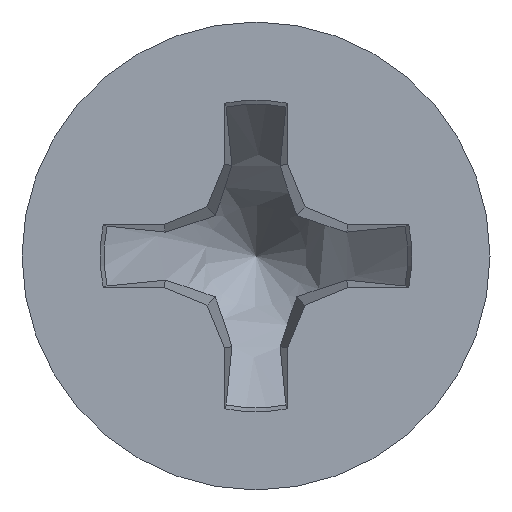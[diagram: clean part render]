
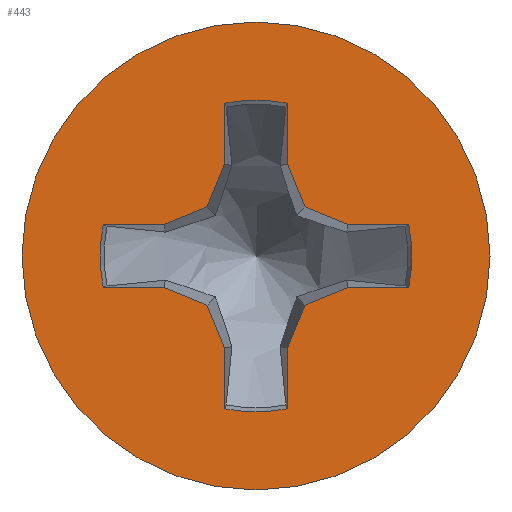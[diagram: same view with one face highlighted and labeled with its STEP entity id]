
A CAD part, top view. The second image highlights one B-rep face of the part: STEP entity #443.
In plain terms, the highlighted planar face has unit normal (0, 0, 1).
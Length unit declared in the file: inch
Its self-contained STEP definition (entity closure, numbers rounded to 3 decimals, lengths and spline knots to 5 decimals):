
#16=PLANE('',#498);
#37=FACE_BOUND('',#146,.T.);
#40=LINE('',#730,#76);
#41=LINE('',#734,#77);
#42=LINE('',#736,#78);
#43=LINE('',#738,#79);
#44=LINE('',#739,#80);
#45=LINE('',#741,#81);
#46=LINE('',#743,#82);
#47=LINE('',#745,#83);
#48=LINE('',#747,#84);
#49=LINE('',#751,#85);
#50=LINE('',#753,#86);
#51=LINE('',#755,#87);
#52=LINE('',#757,#88);
#53=LINE('',#761,#89);
#54=LINE('',#763,#90);
#55=LINE('',#764,#91);
#76=VECTOR('',#557,39.37008);
#77=VECTOR('',#560,39.37008);
#78=VECTOR('',#561,39.37008);
#79=VECTOR('',#562,39.37008);
#80=VECTOR('',#563,39.37008);
#81=VECTOR('',#564,39.37008);
#82=VECTOR('',#565,39.37008);
#83=VECTOR('',#566,39.37008);
#84=VECTOR('',#567,39.37008);
#85=VECTOR('',#570,39.37008);
#86=VECTOR('',#571,39.37008);
#87=VECTOR('',#572,39.37008);
#88=VECTOR('',#573,39.37008);
#89=VECTOR('',#576,39.37008);
#90=VECTOR('',#577,39.37008);
#91=VECTOR('',#578,39.37008);
#116=FACE_OUTER_BOUND('',#145,.T.);
#145=EDGE_LOOP('',(#333));
#146=EDGE_LOOP('',(#334,#335,#336,#337,#338,#339,#340,#341,#342,#343,#344,
#345,#346,#347,#348,#349,#350,#351,#352,#353));
#186=CIRCLE('',#489,0.159);
#188=CIRCLE('',#492,0.2385);
#191=CIRCLE('',#499,0.159);
#192=CIRCLE('',#500,0.159);
#193=CIRCLE('',#501,0.159);
#214=VERTEX_POINT('',#710);
#215=VERTEX_POINT('',#712);
#217=VERTEX_POINT('',#718);
#220=VERTEX_POINT('',#728);
#221=VERTEX_POINT('',#729);
#222=VERTEX_POINT('',#731);
#223=VERTEX_POINT('',#733);
#224=VERTEX_POINT('',#735);
#225=VERTEX_POINT('',#737);
#226=VERTEX_POINT('',#740);
#227=VERTEX_POINT('',#742);
#228=VERTEX_POINT('',#744);
#229=VERTEX_POINT('',#746);
#230=VERTEX_POINT('',#748);
#231=VERTEX_POINT('',#750);
#232=VERTEX_POINT('',#752);
#233=VERTEX_POINT('',#754);
#234=VERTEX_POINT('',#756);
#235=VERTEX_POINT('',#758);
#236=VERTEX_POINT('',#760);
#237=VERTEX_POINT('',#762);
#259=EDGE_CURVE('',#214,#215,#186,.T.);
#262=EDGE_CURVE('',#217,#217,#188,.T.);
#265=EDGE_CURVE('',#220,#221,#40,.T.);
#266=EDGE_CURVE('',#222,#220,#191,.T.);
#267=EDGE_CURVE('',#223,#222,#41,.T.);
#268=EDGE_CURVE('',#224,#223,#42,.T.);
#269=EDGE_CURVE('',#225,#224,#43,.T.);
#270=EDGE_CURVE('',#215,#225,#44,.T.);
#271=EDGE_CURVE('',#226,#214,#45,.T.);
#272=EDGE_CURVE('',#227,#226,#46,.T.);
#273=EDGE_CURVE('',#228,#227,#47,.T.);
#274=EDGE_CURVE('',#229,#228,#48,.T.);
#275=EDGE_CURVE('',#230,#229,#192,.T.);
#276=EDGE_CURVE('',#231,#230,#49,.T.);
#277=EDGE_CURVE('',#232,#231,#50,.T.);
#278=EDGE_CURVE('',#233,#232,#51,.T.);
#279=EDGE_CURVE('',#234,#233,#52,.T.);
#280=EDGE_CURVE('',#235,#234,#193,.T.);
#281=EDGE_CURVE('',#236,#235,#53,.T.);
#282=EDGE_CURVE('',#237,#236,#54,.T.);
#283=EDGE_CURVE('',#221,#237,#55,.T.);
#333=ORIENTED_EDGE('',*,*,#262,.F.);
#334=ORIENTED_EDGE('',*,*,#265,.F.);
#335=ORIENTED_EDGE('',*,*,#266,.F.);
#336=ORIENTED_EDGE('',*,*,#267,.F.);
#337=ORIENTED_EDGE('',*,*,#268,.F.);
#338=ORIENTED_EDGE('',*,*,#269,.F.);
#339=ORIENTED_EDGE('',*,*,#270,.F.);
#340=ORIENTED_EDGE('',*,*,#259,.F.);
#341=ORIENTED_EDGE('',*,*,#271,.F.);
#342=ORIENTED_EDGE('',*,*,#272,.F.);
#343=ORIENTED_EDGE('',*,*,#273,.F.);
#344=ORIENTED_EDGE('',*,*,#274,.F.);
#345=ORIENTED_EDGE('',*,*,#275,.F.);
#346=ORIENTED_EDGE('',*,*,#276,.F.);
#347=ORIENTED_EDGE('',*,*,#277,.F.);
#348=ORIENTED_EDGE('',*,*,#278,.F.);
#349=ORIENTED_EDGE('',*,*,#279,.F.);
#350=ORIENTED_EDGE('',*,*,#280,.F.);
#351=ORIENTED_EDGE('',*,*,#281,.F.);
#352=ORIENTED_EDGE('',*,*,#282,.F.);
#353=ORIENTED_EDGE('',*,*,#283,.F.);
#443=ADVANCED_FACE('',(#116,#37),#16,.F.);
#489=AXIS2_PLACEMENT_3D('',#713,#536,#537);
#492=AXIS2_PLACEMENT_3D('',#719,#543,#544);
#498=AXIS2_PLACEMENT_3D('',#727,#555,#556);
#499=AXIS2_PLACEMENT_3D('',#732,#558,#559);
#500=AXIS2_PLACEMENT_3D('',#749,#568,#569);
#501=AXIS2_PLACEMENT_3D('',#759,#574,#575);
#536=DIRECTION('center_axis',(0.,0.,1.));
#537=DIRECTION('ref_axis',(1.,0.,0.));
#543=DIRECTION('center_axis',(0.,0.,-1.));
#544=DIRECTION('ref_axis',(-1.,0.,0.));
#555=DIRECTION('center_axis',(0.,0.,-1.));
#556=DIRECTION('ref_axis',(0.,1.,0.));
#557=DIRECTION('',(0.,-1.,0.));
#558=DIRECTION('center_axis',(0.,0.,1.));
#559=DIRECTION('ref_axis',(1.,0.,0.));
#560=DIRECTION('',(0.,1.,0.));
#561=DIRECTION('',(-0.383,0.924,0.));
#562=DIRECTION('',(-0.924,0.383,0.));
#563=DIRECTION('',(-1.,0.,0.));
#564=DIRECTION('',(1.,0.,0.));
#565=DIRECTION('',(0.924,0.383,0.));
#566=DIRECTION('',(0.383,0.924,0.));
#567=DIRECTION('',(0.,1.,0.));
#568=DIRECTION('center_axis',(0.,0.,1.));
#569=DIRECTION('ref_axis',(-1.,0.,0.));
#570=DIRECTION('',(0.,-1.,0.));
#571=DIRECTION('',(0.383,-0.924,0.));
#572=DIRECTION('',(0.924,-0.383,0.));
#573=DIRECTION('',(1.,0.,0.));
#574=DIRECTION('center_axis',(0.,0.,1.));
#575=DIRECTION('ref_axis',(0.,1.,0.));
#576=DIRECTION('',(-1.,0.,0.));
#577=DIRECTION('',(-0.924,-0.383,0.));
#578=DIRECTION('',(-0.383,-0.924,0.));
#710=CARTESIAN_POINT('',(0.15579,-0.0318,0.153));
#712=CARTESIAN_POINT('',(0.15579,0.0318,0.153));
#713=CARTESIAN_POINT('Origin',(0.,0.,0.153));
#718=CARTESIAN_POINT('',(0.2385,0.,0.153));
#719=CARTESIAN_POINT('Origin',(0.,0.,0.153));
#727=CARTESIAN_POINT('Origin',(0.,0.125,0.153));
#728=CARTESIAN_POINT('',(-0.0318,0.15579,0.153));
#729=CARTESIAN_POINT('',(-0.0318,0.09379,0.153));
#730=CARTESIAN_POINT('',(-0.0318,0.15579,0.153));
#731=CARTESIAN_POINT('',(0.0318,0.15579,0.153));
#732=CARTESIAN_POINT('Origin',(0.,0.,0.153));
#733=CARTESIAN_POINT('',(0.0318,0.09379,0.153));
#734=CARTESIAN_POINT('',(0.0318,0.09379,0.153));
#735=CARTESIAN_POINT('',(0.04996,0.04996,0.153));
#736=CARTESIAN_POINT('',(0.04996,0.04996,0.153));
#737=CARTESIAN_POINT('',(0.09379,0.0318,0.153));
#738=CARTESIAN_POINT('',(0.09379,0.0318,0.153));
#739=CARTESIAN_POINT('',(0.15579,0.0318,0.153));
#740=CARTESIAN_POINT('',(0.09379,-0.0318,0.153));
#741=CARTESIAN_POINT('',(0.09379,-0.0318,0.153));
#742=CARTESIAN_POINT('',(0.04996,-0.04996,0.153));
#743=CARTESIAN_POINT('',(0.04996,-0.04996,0.153));
#744=CARTESIAN_POINT('',(0.0318,-0.09379,0.153));
#745=CARTESIAN_POINT('',(0.0318,-0.09379,0.153));
#746=CARTESIAN_POINT('',(0.0318,-0.15579,0.153));
#747=CARTESIAN_POINT('',(0.0318,-0.15579,0.153));
#748=CARTESIAN_POINT('',(-0.0318,-0.15579,0.153));
#749=CARTESIAN_POINT('Origin',(0.,0.,
0.153));
#750=CARTESIAN_POINT('',(-0.0318,-0.09379,0.153));
#751=CARTESIAN_POINT('',(-0.0318,-0.09379,0.153));
#752=CARTESIAN_POINT('',(-0.04996,-0.04996,0.153));
#753=CARTESIAN_POINT('',(-0.04996,-0.04996,0.153));
#754=CARTESIAN_POINT('',(-0.09379,-0.0318,0.153));
#755=CARTESIAN_POINT('',(-0.09379,-0.0318,0.153));
#756=CARTESIAN_POINT('',(-0.15579,-0.0318,0.153));
#757=CARTESIAN_POINT('',(-0.15579,-0.0318,0.153));
#758=CARTESIAN_POINT('',(-0.15579,0.0318,0.153));
#759=CARTESIAN_POINT('Origin',(0.,0.,
0.153));
#760=CARTESIAN_POINT('',(-0.09379,0.0318,0.153));
#761=CARTESIAN_POINT('',(-0.09379,0.0318,0.153));
#762=CARTESIAN_POINT('',(-0.04996,0.04996,0.153));
#763=CARTESIAN_POINT('',(-0.04996,0.04996,0.153));
#764=CARTESIAN_POINT('',(-0.0318,0.09379,0.153));
